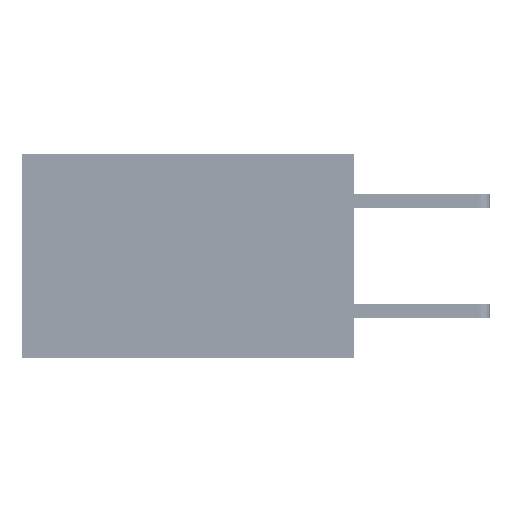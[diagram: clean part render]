
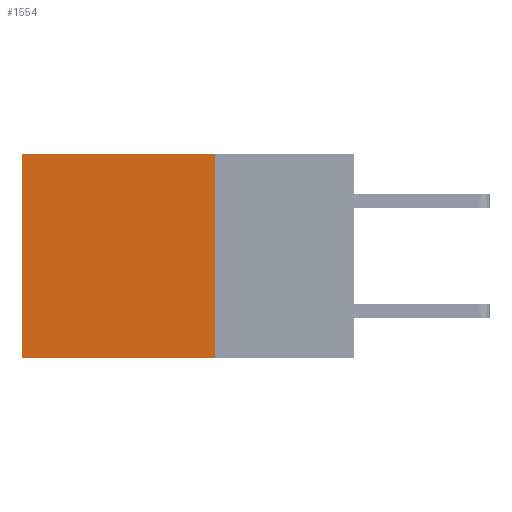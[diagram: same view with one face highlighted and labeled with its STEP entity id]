
A CAD part, left-side view. The second image highlights one B-rep face of the part: STEP entity #1554.
In plain terms, the highlighted planar face has unit normal (-1, 0, 0).
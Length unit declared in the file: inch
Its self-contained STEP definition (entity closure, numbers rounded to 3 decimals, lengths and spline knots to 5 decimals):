
#1554 = ADVANCED_FACE ( 'NONE', ( #16603 ), #2002, .F. ) ;
#2002 = PLANE ( 'NONE',  #19575 ) ;
#2360 = EDGE_CURVE ( 'NONE', #35638, #16335, #38122, .T. ) ;
#3397 = CARTESIAN_POINT ( 'NONE',  ( 0.2875, 0.25, -0.37 ) ) ;
#5534 = DIRECTION ( 'NONE',  ( 0., 0., -1. ) ) ;
#6612 = ORIENTED_EDGE ( 'NONE', *, *, #36224, .F. ) ;
#7068 = ORIENTED_EDGE ( 'NONE', *, *, #2360, .F. ) ;
#9440 = VECTOR ( 'NONE', #33512, 39.37008 ) ;
#11893 = DIRECTION ( 'NONE',  ( 0., 0., -1. ) ) ;
#12006 = ORIENTED_EDGE ( 'NONE', *, *, #18580, .T. ) ;
#12665 = VERTEX_POINT ( 'NONE', #41051 ) ;
#14141 = VECTOR ( 'NONE', #39729, 39.37008 ) ;
#16335 = VERTEX_POINT ( 'NONE', #36850 ) ;
#16603 = FACE_OUTER_BOUND ( 'NONE', #29127, .T. ) ;
#16987 = CARTESIAN_POINT ( 'NONE',  ( 0.2875, 0.25, -0.37 ) ) ;
#18580 = EDGE_CURVE ( 'NONE', #23900, #16335, #34178, .T. ) ;
#19575 = AXIS2_PLACEMENT_3D ( 'NONE', #26927, #44037, #5534 ) ;
#23577 = LINE ( 'NONE', #43273, #14141 ) ;
#23900 = VERTEX_POINT ( 'NONE', #41162 ) ;
#26291 = CARTESIAN_POINT ( 'NONE',  ( 0.2875, 0.6, 0. ) ) ;
#26909 = CARTESIAN_POINT ( 'NONE',  ( 0.2875, 0.25, 0. ) ) ;
#26927 = CARTESIAN_POINT ( 'NONE',  ( 0.2875, 0.25, 0. ) ) ;
#29127 = EDGE_LOOP ( 'NONE', ( #12006, #7068, #6612, #39034 ) ) ;
#32033 = VECTOR ( 'NONE', #42622, 39.37008 ) ;
#33096 = VECTOR ( 'NONE', #11893, 39.37008 ) ;
#33512 = DIRECTION ( 'NONE',  ( 0., 0., -1. ) ) ;
#34178 = LINE ( 'NONE', #26291, #33096 ) ;
#35401 = LINE ( 'NONE', #26909, #9440 ) ;
#35638 = VERTEX_POINT ( 'NONE', #3397 ) ;
#36224 = EDGE_CURVE ( 'NONE', #12665, #35638, #35401, .T. ) ;
#36850 = CARTESIAN_POINT ( 'NONE',  ( 0.2875, 0.6, -0.37 ) ) ;
#38122 = LINE ( 'NONE', #16987, #32033 ) ;
#39034 = ORIENTED_EDGE ( 'NONE', *, *, #40178, .T. ) ;
#39729 = DIRECTION ( 'NONE',  ( 0., 1., 0. ) ) ;
#40178 = EDGE_CURVE ( 'NONE', #12665, #23900, #23577, .T. ) ;
#41051 = CARTESIAN_POINT ( 'NONE',  ( 0.2875, 0.25, 0. ) ) ;
#41162 = CARTESIAN_POINT ( 'NONE',  ( 0.2875, 0.6, 0. ) ) ;
#42622 = DIRECTION ( 'NONE',  ( 0., 1., 0. ) ) ;
#43273 = CARTESIAN_POINT ( 'NONE',  ( 0.2875, 0.25, 0. ) ) ;
#44037 = DIRECTION ( 'NONE',  ( 1., 0., 0. ) ) ;
